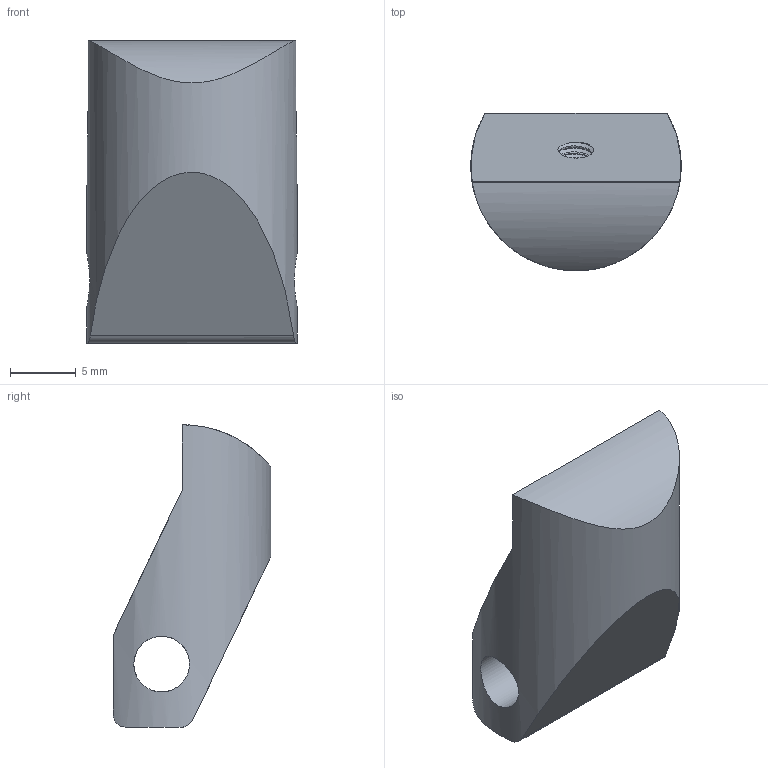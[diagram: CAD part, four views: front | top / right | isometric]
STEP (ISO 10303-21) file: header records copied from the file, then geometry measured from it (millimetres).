
FILE_DESCRIPTION(/* description */ (''),/* implementation_level */ '2;1');
FILE_NAME(/* name */ 'Sordin Side Support.step',/* time_stamp */ '2019-10-17T20:55:35+03:00',/* author */ (''),/* organization */ (''),/* preprocessor_version */ 'ST-DEVELOPER v18',/* originating_system */ 'Autodesk Translation Framework v8.6.0.1094',/* authorisation */ '');
FILE_SCHEMA (('AUTOMOTIVE_DESIGN { 1 0 10303 214 3 1 1 }'));
Length unit declared in the file: millimetre
Products named in the file (1): Side Arm Support
Bounding box: 16 x 12 x 23 mm (x, y, z)
Volume: 2178.5 mm3; surface area: 1421 mm2
Topology: 1 solids, 1 shells, 46 faces, 118 edges, 75 vertices
Faces by surface type: cylinder 38, plane 6, bspline 2
Full cylindrical faces by diameter (mm): 2.529 x15, 3.086 x14, 4.234 x1
Entity records: 3102 total; most frequent: CARTESIAN_POINT 2086, ORIENTED_EDGE 236, DIRECTION 149, EDGE_CURVE 118, VERTEX_POINT 75, B_SPLINE_CURVE_WITH_KNOTS 66, AXIS2_PLACEMENT_3D 54, EDGE_LOOP 49
